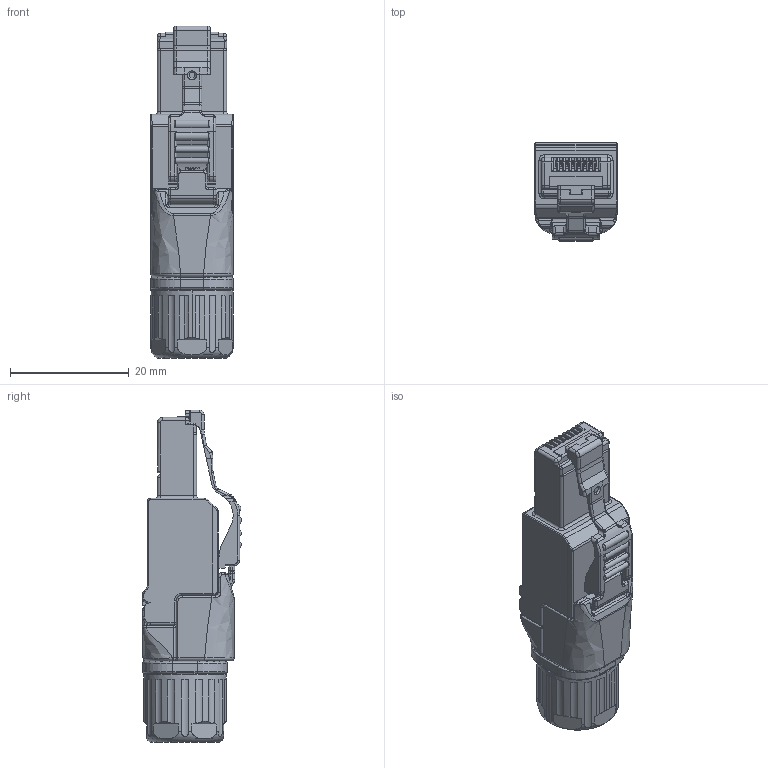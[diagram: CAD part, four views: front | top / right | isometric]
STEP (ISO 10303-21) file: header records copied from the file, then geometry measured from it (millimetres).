
FILE_DESCRIPTION (( 'STEP AP214' ), '1' );
FILE_NAME ('J00026A5001H50.STEP', '2016-07-27T08:46:37', ( '' ), ( '' ), 'SwSTEP 2.0', 'SolidWorks 2015', '' );
FILE_SCHEMA (( 'AUTOMOTIVE_DESIGN' ));
Length unit declared in the file: millimetre
Products named in the file (1): J00026A5001H50
Bounding box: 13.9 x 16.63 x 55.98 mm (x, y, z)
Volume: 8198.4 mm3; surface area: 4398.6 mm2
Topology: 1 solids, 16 shells, 1582 faces, 4245 edges, 2662 vertices
Faces by surface type: plane 746, cylinder 492, torus 159, bspline 145, cone 20, sphere 20
Entity records: 70046 total; most frequent: CARTESIAN_POINT 16387, ORIENTED_EDGE 8422, DIRECTION 7393, EDGE_CURVE 4211, VERTEX_POINT 2662, AXIS2_PLACEMENT_3D 2511, VECTOR 2371, LINE 2371
